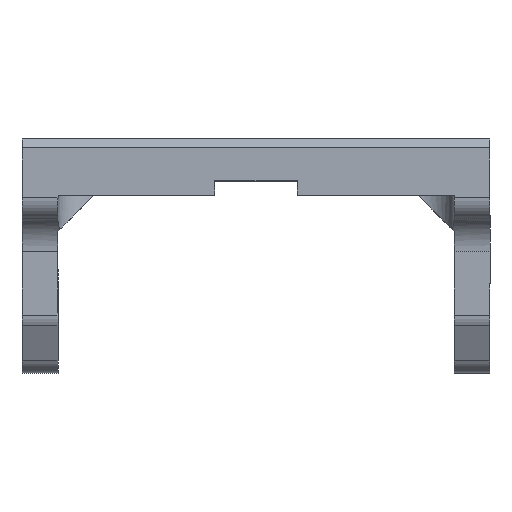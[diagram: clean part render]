
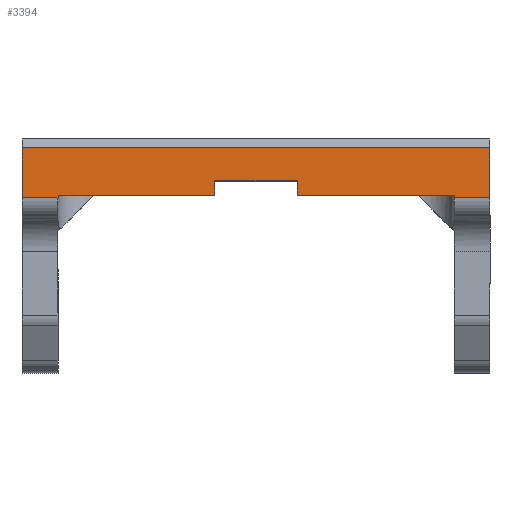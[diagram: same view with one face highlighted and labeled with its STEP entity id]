
A CAD part, top view. The second image highlights one B-rep face of the part: STEP entity #3394.
In plain terms, the highlighted planar face has unit normal (0, 0, 1).
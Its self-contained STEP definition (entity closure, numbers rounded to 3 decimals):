
#29 = CARTESIAN_POINT ( 'NONE',  ( 52., -0.5, 44. ) ) ;
#209 = CARTESIAN_POINT ( 'NONE',  ( 9.125, 0., 44. ) ) ;
#280 = VECTOR ( 'NONE', #1723, 1000. ) ;
#317 = CARTESIAN_POINT ( 'NONE',  ( -9.125, 0., 44. ) ) ;
#405 = LINE ( 'NONE', #1254, #1192 ) ;
#542 = EDGE_CURVE ( 'NONE', #1970, #1399, #2637, .T. ) ;
#553 = EDGE_CURVE ( 'NONE', #1810, #3557, #1830, .T. ) ;
#673 = LINE ( 'NONE', #5720, #967 ) ;
#740 = EDGE_CURVE ( 'NONE', #3557, #786, #2359, .T. ) ;
#786 = VERTEX_POINT ( 'NONE', #1592 ) ;
#810 = DIRECTION ( 'NONE',  ( -1., 0., 0. ) ) ;
#865 = EDGE_CURVE ( 'NONE', #4942, #5405, #3044, .T. ) ;
#867 = DIRECTION ( 'NONE',  ( 0., 0., -1. ) ) ;
#957 = EDGE_CURVE ( 'NONE', #786, #4942, #405, .T. ) ;
#967 = VECTOR ( 'NONE', #3460, 1000. ) ;
#981 = DIRECTION ( 'NONE',  ( 1., 0., 0. ) ) ;
#998 = ORIENTED_EDGE ( 'NONE', *, *, #5012, .T. ) ;
#1010 = VECTOR ( 'NONE', #2589, 1000. ) ;
#1091 = VECTOR ( 'NONE', #5849, 1000. ) ;
#1186 = VECTOR ( 'NONE', #981, 1000. ) ;
#1192 = VECTOR ( 'NONE', #3585, 1000. ) ;
#1201 = EDGE_CURVE ( 'NONE', #4323, #2236, #5320, .T. ) ;
#1213 = ORIENTED_EDGE ( 'NONE', *, *, #5317, .F. ) ;
#1238 = LINE ( 'NONE', #5833, #5425 ) ;
#1254 = CARTESIAN_POINT ( 'NONE',  ( 52., 12.5, 44. ) ) ;
#1284 = CARTESIAN_POINT ( 'NONE',  ( -52., 10.5, 44. ) ) ;
#1293 = CARTESIAN_POINT ( 'NONE',  ( 44., 0., 44. ) ) ;
#1323 = LINE ( 'NONE', #4572, #280 ) ;
#1399 = VERTEX_POINT ( 'NONE', #1942 ) ;
#1436 = DIRECTION ( 'NONE',  ( 0., 1., 0. ) ) ;
#1480 = CARTESIAN_POINT ( 'NONE',  ( 44., -0.5, 44. ) ) ;
#1506 = CARTESIAN_POINT ( 'NONE',  ( -44., -0.5, 44. ) ) ;
#1592 = CARTESIAN_POINT ( 'NONE',  ( 52., -0.5, 44. ) ) ;
#1723 = DIRECTION ( 'NONE',  ( 1., 0., 0. ) ) ;
#1806 = FACE_OUTER_BOUND ( 'NONE', #2866, .T. ) ;
#1810 = VERTEX_POINT ( 'NONE', #1293 ) ;
#1830 = LINE ( 'NONE', #2663, #5738 ) ;
#1902 = DIRECTION ( 'NONE',  ( 1., 0., 0. ) ) ;
#1942 = CARTESIAN_POINT ( 'NONE',  ( -9.125, 0., 44. ) ) ;
#1950 = VECTOR ( 'NONE', #4097, 1000. ) ;
#1970 = VERTEX_POINT ( 'NONE', #5298 ) ;
#2142 = VECTOR ( 'NONE', #1436, 1000. ) ;
#2205 = LINE ( 'NONE', #3139, #2814 ) ;
#2236 = VERTEX_POINT ( 'NONE', #5114 ) ;
#2256 = ORIENTED_EDGE ( 'NONE', *, *, #542, .F. ) ;
#2303 = VERTEX_POINT ( 'NONE', #1506 ) ;
#2359 = LINE ( 'NONE', #29, #1186 ) ;
#2536 = CARTESIAN_POINT ( 'NONE',  ( -52., -0.5, 44. ) ) ;
#2589 = DIRECTION ( 'NONE',  ( 0., 1., 0. ) ) ;
#2613 = VECTOR ( 'NONE', #1902, 1000. ) ;
#2637 = LINE ( 'NONE', #317, #1950 ) ;
#2663 = CARTESIAN_POINT ( 'NONE',  ( 44., -39.5, 44. ) ) ;
#2719 = ORIENTED_EDGE ( 'NONE', *, *, #740, .T. ) ;
#2800 = ORIENTED_EDGE ( 'NONE', *, *, #5116, .T. ) ;
#2803 = CARTESIAN_POINT ( 'NONE',  ( -44., 0., 44. ) ) ;
#2814 = VECTOR ( 'NONE', #3531, 1000. ) ;
#2866 = EDGE_LOOP ( 'NONE', ( #5587, #4040, #4956, #3075, #2800, #998, #2256, #1213, #3633, #6022, #4223, #2719 ) ) ;
#2907 = CARTESIAN_POINT ( 'NONE',  ( 44., 0., 44. ) ) ;
#3044 = LINE ( 'NONE', #4435, #1091 ) ;
#3075 = ORIENTED_EDGE ( 'NONE', *, *, #4586, .T. ) ;
#3080 = EDGE_CURVE ( 'NONE', #4323, #1810, #4195, .T. ) ;
#3086 = PLANE ( 'NONE',  #5519 ) ;
#3139 = CARTESIAN_POINT ( 'NONE',  ( 44., 0., 44. ) ) ;
#3144 = CARTESIAN_POINT ( 'NONE',  ( 0., 0., 44. ) ) ;
#3254 = LINE ( 'NONE', #2803, #2142 ) ;
#3361 = CARTESIAN_POINT ( 'NONE',  ( 9.125, 0., 44. ) ) ;
#3362 = VERTEX_POINT ( 'NONE', #3989 ) ;
#3394 = ADVANCED_FACE ( 'NONE', ( #1806 ), #3086, .F. ) ;
#3446 = DIRECTION ( 'NONE',  ( 0., -1., 0. ) ) ;
#3460 = DIRECTION ( 'NONE',  ( -1., 0., 0. ) ) ;
#3531 = DIRECTION ( 'NONE',  ( 1., 0., 0. ) ) ;
#3557 = VERTEX_POINT ( 'NONE', #1480 ) ;
#3585 = DIRECTION ( 'NONE',  ( 0., 1., 0. ) ) ;
#3633 = ORIENTED_EDGE ( 'NONE', *, *, #1201, .F. ) ;
#3989 = CARTESIAN_POINT ( 'NONE',  ( -44., 0., 44. ) ) ;
#4040 = ORIENTED_EDGE ( 'NONE', *, *, #865, .T. ) ;
#4097 = DIRECTION ( 'NONE',  ( 0., -1., 0. ) ) ;
#4195 = LINE ( 'NONE', #2907, #2613 ) ;
#4223 = ORIENTED_EDGE ( 'NONE', *, *, #553, .T. ) ;
#4323 = VERTEX_POINT ( 'NONE', #3361 ) ;
#4435 = CARTESIAN_POINT ( 'NONE',  ( 0., 10.5, 44. ) ) ;
#4507 = EDGE_CURVE ( 'NONE', #5405, #5286, #1238, .T. ) ;
#4572 = CARTESIAN_POINT ( 'NONE',  ( -44., -0.5, 44. ) ) ;
#4586 = EDGE_CURVE ( 'NONE', #5286, #2303, #1323, .T. ) ;
#4942 = VERTEX_POINT ( 'NONE', #4995 ) ;
#4956 = ORIENTED_EDGE ( 'NONE', *, *, #4507, .T. ) ;
#4995 = CARTESIAN_POINT ( 'NONE',  ( 52., 10.5, 44. ) ) ;
#5012 = EDGE_CURVE ( 'NONE', #3362, #1399, #2205, .T. ) ;
#5114 = CARTESIAN_POINT ( 'NONE',  ( 9.125, 3.2, 44. ) ) ;
#5116 = EDGE_CURVE ( 'NONE', #2303, #3362, #3254, .T. ) ;
#5286 = VERTEX_POINT ( 'NONE', #2536 ) ;
#5298 = CARTESIAN_POINT ( 'NONE',  ( -9.125, 3.2, 44. ) ) ;
#5317 = EDGE_CURVE ( 'NONE', #2236, #1970, #673, .T. ) ;
#5320 = LINE ( 'NONE', #209, #1010 ) ;
#5405 = VERTEX_POINT ( 'NONE', #1284 ) ;
#5425 = VECTOR ( 'NONE', #3446, 1000. ) ;
#5519 = AXIS2_PLACEMENT_3D ( 'NONE', #3144, #867, #810 ) ;
#5547 = DIRECTION ( 'NONE',  ( 0., -1., 0. ) ) ;
#5587 = ORIENTED_EDGE ( 'NONE', *, *, #957, .T. ) ;
#5720 = CARTESIAN_POINT ( 'NONE',  ( -9.125, 3.2, 44. ) ) ;
#5738 = VECTOR ( 'NONE', #5547, 1000. ) ;
#5833 = CARTESIAN_POINT ( 'NONE',  ( -52., -39.5, 44. ) ) ;
#5849 = DIRECTION ( 'NONE',  ( -1., 0., 0. ) ) ;
#6022 = ORIENTED_EDGE ( 'NONE', *, *, #3080, .T. ) ;
